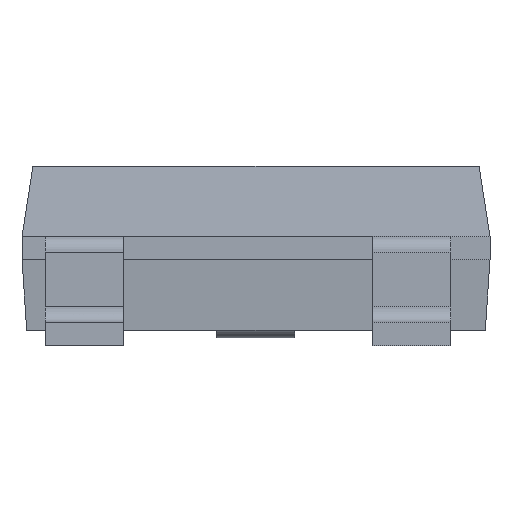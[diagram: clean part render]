
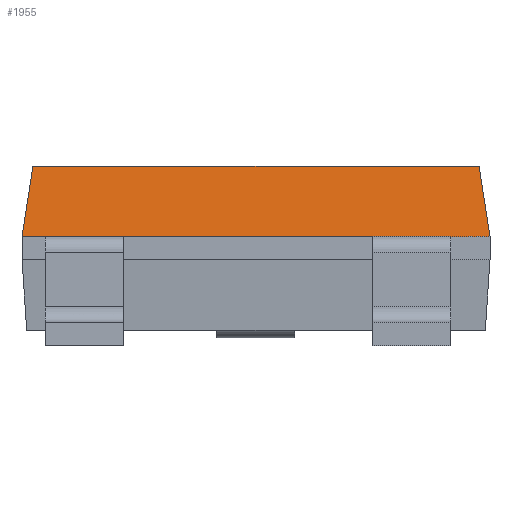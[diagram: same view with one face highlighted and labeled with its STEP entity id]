
A CAD part, left-side view. The second image highlights one B-rep face of the part: STEP entity #1955.
In plain terms, the highlighted free-form (B-spline) face has degree [1, 1] with [2, 2] control points.
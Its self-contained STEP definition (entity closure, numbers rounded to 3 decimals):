
#391 = PLANE('',#392);
#392 = AXIS2_PLACEMENT_3D('',#393,#394,#395);
#393 = CARTESIAN_POINT('',(-0.7,-1.5,0.15));
#394 = DIRECTION('',(1.,0.,0.));
#395 = DIRECTION('',(0.,1.,0.));
#447 = PLANE('',#448);
#448 = AXIS2_PLACEMENT_3D('',#449,#450,#451);
#449 = CARTESIAN_POINT('',(-0.7,-1.5,0.15));
#450 = DIRECTION('',(1.,0.,0.));
#451 = DIRECTION('',(0.,1.,0.));
#501 = PLANE('',#502);
#502 = AXIS2_PLACEMENT_3D('',#503,#504,#505);
#503 = CARTESIAN_POINT('',(-0.7,-1.5,0.15));
#504 = DIRECTION('',(1.,0.,0.));
#505 = DIRECTION('',(0.,1.,0.));
#539 = VERTEX_POINT('',#540);
#540 = CARTESIAN_POINT('',(-0.7,1.5,0.15));
#554 = B_SPLINE_SURFACE_WITH_KNOTS('',1,1,(
    (#555,#556)
    ,(#557,#558
  )),.UNSPECIFIED.,.F.,.F.,.F.,(2,2),(2,2),(0.,1.4),(0.,1.),
  .PIECEWISE_BEZIER_KNOTS.);
#555 = CARTESIAN_POINT('',(-0.7,1.5,0.15));
#556 = CARTESIAN_POINT('',(-0.63,1.43,0.6));
#557 = CARTESIAN_POINT('',(0.7,1.5,0.15));
#558 = CARTESIAN_POINT('',(0.63,1.43,0.6));
#797 = VERTEX_POINT('',#798);
#798 = CARTESIAN_POINT('',(-0.7,-1.5,0.15));
#830 = B_SPLINE_SURFACE_WITH_KNOTS('',1,1,(
    (#831,#832)
    ,(#833,#834
  )),.UNSPECIFIED.,.F.,.F.,.F.,(2,2),(2,2),(0.,1.4),(0.,1.),
  .PIECEWISE_BEZIER_KNOTS.);
#831 = CARTESIAN_POINT('',(0.7,-1.5,0.15));
#832 = CARTESIAN_POINT('',(0.63,-1.43,0.6));
#833 = CARTESIAN_POINT('',(-0.7,-1.5,0.15));
#834 = CARTESIAN_POINT('',(-0.63,-1.43,0.6));
#849 = VERTEX_POINT('',#850);
#850 = CARTESIAN_POINT('',(-0.7,-1.25,0.15));
#876 = EDGE_CURVE('',#797,#849,#877,.T.);
#877 = SURFACE_CURVE('',#878,(#882,#889),.PCURVE_S1.);
#878 = LINE('',#879,#880);
#879 = CARTESIAN_POINT('',(-0.7,-1.5,0.15));
#880 = VECTOR('',#881,1.);
#881 = DIRECTION('',(0.,1.,0.));
#882 = PCURVE('',#501,#883);
#883 = DEFINITIONAL_REPRESENTATION('',(#884),#888);
#884 = LINE('',#885,#886);
#885 = CARTESIAN_POINT('',(0.,0.));
#886 = VECTOR('',#887,1.);
#887 = DIRECTION('',(1.,0.));
#888 = ( GEOMETRIC_REPRESENTATION_CONTEXT(2) 
PARAMETRIC_REPRESENTATION_CONTEXT() REPRESENTATION_CONTEXT('2D SPACE',''
  ) );
#889 = PCURVE('',#890,#895);
#890 = B_SPLINE_SURFACE_WITH_KNOTS('',1,1,(
    (#891,#892)
    ,(#893,#894)),.UNSPECIFIED.,.F.,.F.,.F.,(2,2),(2,2),(0.,3.),(0.,1.),
  .PIECEWISE_BEZIER_KNOTS.);
#891 = CARTESIAN_POINT('',(-0.7,-1.5,0.15));
#892 = CARTESIAN_POINT('',(-0.63,-1.43,0.6));
#893 = CARTESIAN_POINT('',(-0.7,1.5,0.15));
#894 = CARTESIAN_POINT('',(-0.63,1.43,0.6));
#895 = DEFINITIONAL_REPRESENTATION('',(#896),#900);
#896 = LINE('',#897,#898);
#897 = CARTESIAN_POINT('',(0.,0.));
#898 = VECTOR('',#899,1.);
#899 = DIRECTION('',(1.,0.));
#900 = ( GEOMETRIC_REPRESENTATION_CONTEXT(2) 
PARAMETRIC_REPRESENTATION_CONTEXT() REPRESENTATION_CONTEXT('2D SPACE',''
  ) );
#987 = VERTEX_POINT('',#988);
#988 = CARTESIAN_POINT('',(-0.7,-0.75,0.15));
#1011 = VERTEX_POINT('',#1012);
#1012 = CARTESIAN_POINT('',(-0.7,0.85,0.15));
#1038 = EDGE_CURVE('',#987,#1011,#1039,.T.);
#1039 = SURFACE_CURVE('',#1040,(#1044,#1051),.PCURVE_S1.);
#1040 = LINE('',#1041,#1042);
#1041 = CARTESIAN_POINT('',(-0.7,-1.5,0.15));
#1042 = VECTOR('',#1043,1.);
#1043 = DIRECTION('',(0.,1.,0.));
#1044 = PCURVE('',#447,#1045);
#1045 = DEFINITIONAL_REPRESENTATION('',(#1046),#1050);
#1046 = LINE('',#1047,#1048);
#1047 = CARTESIAN_POINT('',(0.,0.));
#1048 = VECTOR('',#1049,1.);
#1049 = DIRECTION('',(1.,0.));
#1050 = ( GEOMETRIC_REPRESENTATION_CONTEXT(2) 
PARAMETRIC_REPRESENTATION_CONTEXT() REPRESENTATION_CONTEXT('2D SPACE',''
  ) );
#1051 = PCURVE('',#890,#1052);
#1052 = DEFINITIONAL_REPRESENTATION('',(#1053),#1057);
#1053 = LINE('',#1054,#1055);
#1054 = CARTESIAN_POINT('',(0.,0.));
#1055 = VECTOR('',#1056,1.);
#1056 = DIRECTION('',(1.,0.));
#1057 = ( GEOMETRIC_REPRESENTATION_CONTEXT(2) 
PARAMETRIC_REPRESENTATION_CONTEXT() REPRESENTATION_CONTEXT('2D SPACE',''
  ) );
#1144 = VERTEX_POINT('',#1145);
#1145 = CARTESIAN_POINT('',(-0.7,1.35,0.15));
#1168 = EDGE_CURVE('',#1144,#539,#1169,.T.);
#1169 = SURFACE_CURVE('',#1170,(#1174,#1181),.PCURVE_S1.);
#1170 = LINE('',#1171,#1172);
#1171 = CARTESIAN_POINT('',(-0.7,-1.5,0.15));
#1172 = VECTOR('',#1173,1.);
#1173 = DIRECTION('',(0.,1.,0.));
#1174 = PCURVE('',#391,#1175);
#1175 = DEFINITIONAL_REPRESENTATION('',(#1176),#1180);
#1176 = LINE('',#1177,#1178);
#1177 = CARTESIAN_POINT('',(0.,0.));
#1178 = VECTOR('',#1179,1.);
#1179 = DIRECTION('',(1.,0.));
#1180 = ( GEOMETRIC_REPRESENTATION_CONTEXT(2) 
PARAMETRIC_REPRESENTATION_CONTEXT() REPRESENTATION_CONTEXT('2D SPACE',''
  ) );
#1181 = PCURVE('',#890,#1182);
#1182 = DEFINITIONAL_REPRESENTATION('',(#1183),#1187);
#1183 = LINE('',#1184,#1185);
#1184 = CARTESIAN_POINT('',(0.,0.));
#1185 = VECTOR('',#1186,1.);
#1186 = DIRECTION('',(1.,0.));
#1187 = ( GEOMETRIC_REPRESENTATION_CONTEXT(2) 
PARAMETRIC_REPRESENTATION_CONTEXT() REPRESENTATION_CONTEXT('2D SPACE',''
  ) );
#1216 = VERTEX_POINT('',#1217);
#1217 = CARTESIAN_POINT('',(-0.63,1.43,0.6));
#1230 = PLANE('',#1231);
#1231 = AXIS2_PLACEMENT_3D('',#1232,#1233,#1234);
#1232 = CARTESIAN_POINT('',(0.,0.,0.6));
#1233 = DIRECTION('',(0.,0.,-1.));
#1234 = DIRECTION('',(0.,-1.,0.));
#1242 = EDGE_CURVE('',#539,#1216,#1243,.T.);
#1243 = SURFACE_CURVE('',#1244,(#1247,#1254),.PCURVE_S1.);
#1244 = B_SPLINE_CURVE_WITH_KNOTS('',1,(#1245,#1246),.UNSPECIFIED.,.F.,
  .F.,(2,2),(0.,1.),.PIECEWISE_BEZIER_KNOTS.);
#1245 = CARTESIAN_POINT('',(-0.7,1.5,0.15));
#1246 = CARTESIAN_POINT('',(-0.63,1.43,0.6));
#1247 = PCURVE('',#554,#1248);
#1248 = DEFINITIONAL_REPRESENTATION('',(#1249),#1253);
#1249 = LINE('',#1250,#1251);
#1250 = CARTESIAN_POINT('',(0.,0.));
#1251 = VECTOR('',#1252,1.);
#1252 = DIRECTION('',(0.,1.));
#1253 = ( GEOMETRIC_REPRESENTATION_CONTEXT(2) 
PARAMETRIC_REPRESENTATION_CONTEXT() REPRESENTATION_CONTEXT('2D SPACE',''
  ) );
#1254 = PCURVE('',#890,#1255);
#1255 = DEFINITIONAL_REPRESENTATION('',(#1256),#1260);
#1256 = LINE('',#1257,#1258);
#1257 = CARTESIAN_POINT('',(3.,0.));
#1258 = VECTOR('',#1259,1.);
#1259 = DIRECTION('',(0.,1.));
#1260 = ( GEOMETRIC_REPRESENTATION_CONTEXT(2) 
PARAMETRIC_REPRESENTATION_CONTEXT() REPRESENTATION_CONTEXT('2D SPACE',''
  ) );
#1913 = EDGE_CURVE('',#797,#1914,#1916,.T.);
#1914 = VERTEX_POINT('',#1915);
#1915 = CARTESIAN_POINT('',(-0.63,-1.43,0.6));
#1916 = SURFACE_CURVE('',#1917,(#1920,#1927),.PCURVE_S1.);
#1917 = B_SPLINE_CURVE_WITH_KNOTS('',1,(#1918,#1919),.UNSPECIFIED.,.F.,
  .F.,(2,2),(0.,1.),.PIECEWISE_BEZIER_KNOTS.);
#1918 = CARTESIAN_POINT('',(-0.7,-1.5,0.15));
#1919 = CARTESIAN_POINT('',(-0.63,-1.43,0.6));
#1920 = PCURVE('',#830,#1921);
#1921 = DEFINITIONAL_REPRESENTATION('',(#1922),#1926);
#1922 = LINE('',#1923,#1924);
#1923 = CARTESIAN_POINT('',(1.4,0.));
#1924 = VECTOR('',#1925,1.);
#1925 = DIRECTION('',(0.,1.));
#1926 = ( GEOMETRIC_REPRESENTATION_CONTEXT(2) 
PARAMETRIC_REPRESENTATION_CONTEXT() REPRESENTATION_CONTEXT('2D SPACE',''
  ) );
#1927 = PCURVE('',#890,#1928);
#1928 = DEFINITIONAL_REPRESENTATION('',(#1929),#1933);
#1929 = LINE('',#1930,#1931);
#1930 = CARTESIAN_POINT('',(0.,0.));
#1931 = VECTOR('',#1932,1.);
#1932 = DIRECTION('',(0.,1.));
#1933 = ( GEOMETRIC_REPRESENTATION_CONTEXT(2) 
PARAMETRIC_REPRESENTATION_CONTEXT() REPRESENTATION_CONTEXT('2D SPACE',''
  ) );
#1955 = ADVANCED_FACE('',(#1956),#890,.F.);
#1956 = FACE_BOUND('',#1957,.F.);
#1957 = EDGE_LOOP('',(#1958,#1959,#1985,#1986,#2012,#2013,#2014,#2034));
#1958 = ORIENTED_EDGE('',*,*,#876,.T.);
#1959 = ORIENTED_EDGE('',*,*,#1960,.T.);
#1960 = EDGE_CURVE('',#849,#987,#1961,.T.);
#1961 = SURFACE_CURVE('',#1962,(#1966,#1973),.PCURVE_S1.);
#1962 = LINE('',#1963,#1964);
#1963 = CARTESIAN_POINT('',(-0.7,-1.25,0.15));
#1964 = VECTOR('',#1965,1.);
#1965 = DIRECTION('',(0.,1.,0.));
#1966 = PCURVE('',#890,#1967);
#1967 = DEFINITIONAL_REPRESENTATION('',(#1968),#1972);
#1968 = LINE('',#1969,#1970);
#1969 = CARTESIAN_POINT('',(0.25,0.));
#1970 = VECTOR('',#1971,1.);
#1971 = DIRECTION('',(1.,0.));
#1972 = ( GEOMETRIC_REPRESENTATION_CONTEXT(2) 
PARAMETRIC_REPRESENTATION_CONTEXT() REPRESENTATION_CONTEXT('2D SPACE',''
  ) );
#1973 = PCURVE('',#1974,#1979);
#1974 = PLANE('',#1975);
#1975 = AXIS2_PLACEMENT_3D('',#1976,#1977,#1978);
#1976 = CARTESIAN_POINT('',(-0.7,-1.25,0.15));
#1977 = DIRECTION('',(0.,0.,1.));
#1978 = DIRECTION('',(-1.,0.,0.));
#1979 = DEFINITIONAL_REPRESENTATION('',(#1980),#1984);
#1980 = LINE('',#1981,#1982);
#1981 = CARTESIAN_POINT('',(0.,0.));
#1982 = VECTOR('',#1983,1.);
#1983 = DIRECTION('',(0.,-1.));
#1984 = ( GEOMETRIC_REPRESENTATION_CONTEXT(2) 
PARAMETRIC_REPRESENTATION_CONTEXT() REPRESENTATION_CONTEXT('2D SPACE',''
  ) );
#1985 = ORIENTED_EDGE('',*,*,#1038,.T.);
#1986 = ORIENTED_EDGE('',*,*,#1987,.T.);
#1987 = EDGE_CURVE('',#1011,#1144,#1988,.T.);
#1988 = SURFACE_CURVE('',#1989,(#1993,#2000),.PCURVE_S1.);
#1989 = LINE('',#1990,#1991);
#1990 = CARTESIAN_POINT('',(-0.7,0.85,0.15));
#1991 = VECTOR('',#1992,1.);
#1992 = DIRECTION('',(0.,1.,0.));
#1993 = PCURVE('',#890,#1994);
#1994 = DEFINITIONAL_REPRESENTATION('',(#1995),#1999);
#1995 = LINE('',#1996,#1997);
#1996 = CARTESIAN_POINT('',(2.35,0.));
#1997 = VECTOR('',#1998,1.);
#1998 = DIRECTION('',(1.,0.));
#1999 = ( GEOMETRIC_REPRESENTATION_CONTEXT(2) 
PARAMETRIC_REPRESENTATION_CONTEXT() REPRESENTATION_CONTEXT('2D SPACE',''
  ) );
#2000 = PCURVE('',#2001,#2006);
#2001 = PLANE('',#2002);
#2002 = AXIS2_PLACEMENT_3D('',#2003,#2004,#2005);
#2003 = CARTESIAN_POINT('',(-0.7,0.85,0.15));
#2004 = DIRECTION('',(0.,0.,1.));
#2005 = DIRECTION('',(-1.,0.,0.));
#2006 = DEFINITIONAL_REPRESENTATION('',(#2007),#2011);
#2007 = LINE('',#2008,#2009);
#2008 = CARTESIAN_POINT('',(0.,0.));
#2009 = VECTOR('',#2010,1.);
#2010 = DIRECTION('',(0.,-1.));
#2011 = ( GEOMETRIC_REPRESENTATION_CONTEXT(2) 
PARAMETRIC_REPRESENTATION_CONTEXT() REPRESENTATION_CONTEXT('2D SPACE',''
  ) );
#2012 = ORIENTED_EDGE('',*,*,#1168,.T.);
#2013 = ORIENTED_EDGE('',*,*,#1242,.T.);
#2014 = ORIENTED_EDGE('',*,*,#2015,.F.);
#2015 = EDGE_CURVE('',#1914,#1216,#2016,.T.);
#2016 = SURFACE_CURVE('',#2017,(#2021,#2027),.PCURVE_S1.);
#2017 = LINE('',#2018,#2019);
#2018 = CARTESIAN_POINT('',(-0.63,-1.43,0.6));
#2019 = VECTOR('',#2020,1.);
#2020 = DIRECTION('',(0.,1.,0.));
#2021 = PCURVE('',#890,#2022);
#2022 = DEFINITIONAL_REPRESENTATION('',(#2023),#2026);
#2023 = B_SPLINE_CURVE_WITH_KNOTS('',1,(#2024,#2025),.UNSPECIFIED.,.F.,
  .F.,(2,2),(0.,2.86),.PIECEWISE_BEZIER_KNOTS.);
#2024 = CARTESIAN_POINT('',(0.,1.));
#2025 = CARTESIAN_POINT('',(3.,1.));
#2026 = ( GEOMETRIC_REPRESENTATION_CONTEXT(2) 
PARAMETRIC_REPRESENTATION_CONTEXT() REPRESENTATION_CONTEXT('2D SPACE',''
  ) );
#2027 = PCURVE('',#1230,#2028);
#2028 = DEFINITIONAL_REPRESENTATION('',(#2029),#2033);
#2029 = LINE('',#2030,#2031);
#2030 = CARTESIAN_POINT('',(1.43,0.63));
#2031 = VECTOR('',#2032,1.);
#2032 = DIRECTION('',(-1.,0.));
#2033 = ( GEOMETRIC_REPRESENTATION_CONTEXT(2) 
PARAMETRIC_REPRESENTATION_CONTEXT() REPRESENTATION_CONTEXT('2D SPACE',''
  ) );
#2034 = ORIENTED_EDGE('',*,*,#1913,.F.);
